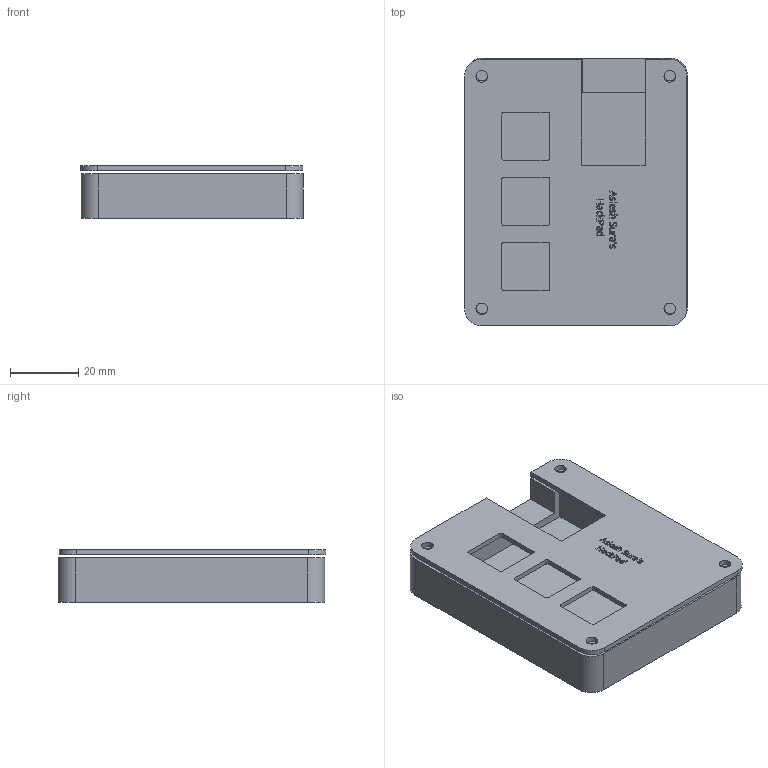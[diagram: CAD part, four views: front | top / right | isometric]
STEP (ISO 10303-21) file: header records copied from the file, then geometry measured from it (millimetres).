
FILE_DESCRIPTION(/* description */ ('STEP AP242','CAx-IF Rec.Pracs.---Representation and Presentation of Product Manufacturing Information (PMI)---4.0---2014-10-13','CAx-IF Rec.Pracs.---3D Tessellated Geometry---0.4---2014-09-14','2;1'),/* implementation_level */ '2;1');
FILE_NAME(/* name */ '6852cedadea46470fdfcc29c',/* time_stamp */ '2025-06-18T14:36:11Z',/* author */ (''),/* organization */ (''),/* preprocessor_version */ 'ST-DEVELOPER v20',/* originating_system */ 'ONSHAPE BY PTC INC, 1.199',/* authorisation */ ' ');
FILE_SCHEMA (('AP242_MANAGED_MODEL_BASED_3D_ENGINEERING_MIM_LF { 1 0 10303 442 1 1 4 }'));
Length unit declared in the file: metre
Products named in the file (7): Assembly 1; Part 1; Part 3; Part 4; Part 2; Part 5
Assembly tree (6 placements, depth 2):
  Assembly 1
    Part 1
    Part 3
    Part 4
    Part 2
    Part 5
    Part 1
Bounding box: 65.13 x 78.37 x 15.39 mm (x, y, z)
Volume: 43805 mm3; surface area: 25168.2 mm2
Topology: 6 solids, 6 shells, 452 faces, 1242 edges, 828 vertices
Faces by surface type: plane 198, bspline 139, cylinder 115
Full cylindrical faces by diameter (mm): 3.4 x12
Entity records: 14990 total; most frequent: CARTESIAN_POINT 4046, ORIENTED_EDGE 2460, DIRECTION 1822, EDGE_CURVE 1230, VERTEX_POINT 828, LINE 722, VECTOR 722, AXIS2_PLACEMENT_3D 550
